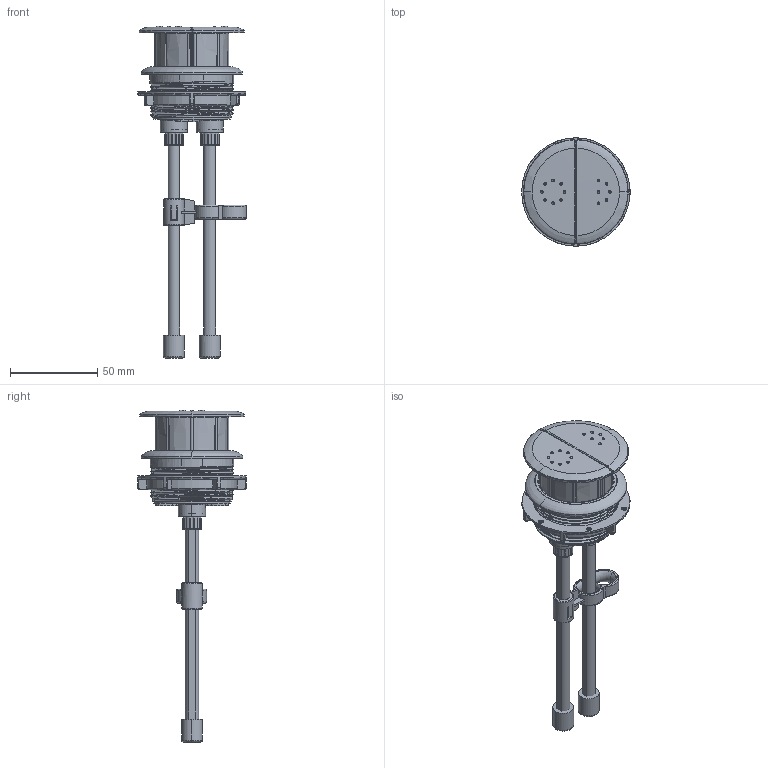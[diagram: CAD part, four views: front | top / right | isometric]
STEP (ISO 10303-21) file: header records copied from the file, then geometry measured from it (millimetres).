
FILE_DESCRIPTION((''),'2;1');
FILE_NAME('B5503-G-RD1_ASM_ASM','2019-10-10T',('wdi022144'),(''),'CREO PARAMETRIC BY PTC INC, 2014350','CREO PARAMETRIC BY PTC INC, 2014350','');
FILE_SCHEMA(('CONFIG_CONTROL_DESIGN'));
Products named in the file (12): 1K389_1; 1K131_1; 1K128_1; 1K1483-B0-01_1; 1B851_1; 1B857_1; 30367_1; 1K1483-A0-01_1; TANHUANG_AF1_1; 1B855_1; B5503-G-RD1_ASM_1_ASM; B5503-G-RD1_ASM_ASM
Assembly tree (14 placements, depth 3):
  B5503-G-RD1_ASM_ASM
    B5503-G-RD1_ASM_1_ASM
      1K389_1
      1K131_1
      1K128_1
      1K1483-B0-01_1
      1B851_1  x2
      1B857_1  x2
      30367_1  x2
      1K1483-A0-01_1
      TANHUANG_AF1_1
      1B855_1
Bounding box: 62.21 x 62 x 190 mm (x, y, z)
Volume: 72874.5 mm3; surface area: 65971.5 mm2
Topology: 13 solids, 13 shells, 1281 faces, 3475 edges, 2119 vertices
Faces by surface type: cylinder 416, plane 254, bspline 214, torus 200, sphere 148, cone 41, revolution 6, extrusion 2
Entity records: 55666 total; most frequent: CARTESIAN_POINT 29035, ORIENTED_EDGE 5960, DIRECTION 5048, EDGE_CURVE 2980, AXIS2_PLACEMENT_3D 2106, VERTEX_POINT 1909, EDGE_LOOP 1195, CIRCLE 1152
